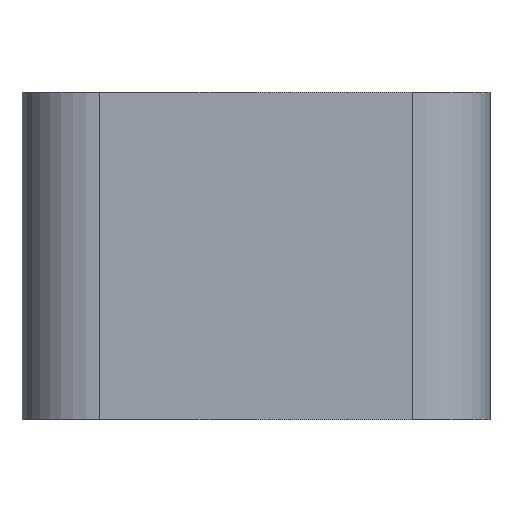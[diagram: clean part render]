
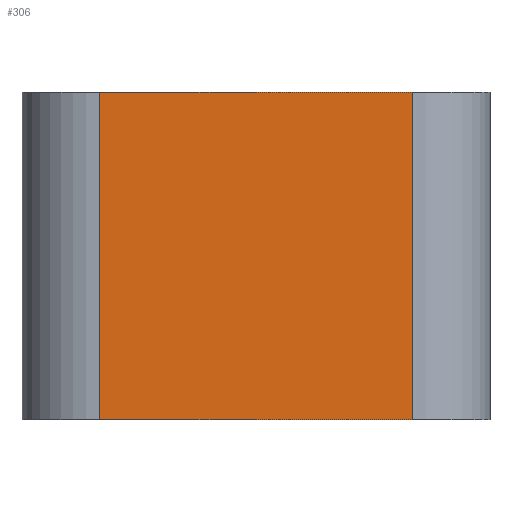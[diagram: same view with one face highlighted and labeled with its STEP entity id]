
A CAD part, front view. The second image highlights one B-rep face of the part: STEP entity #306.
In plain terms, the highlighted planar face has unit normal (0, -1, 0).
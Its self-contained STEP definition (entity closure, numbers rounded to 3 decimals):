
#17 = VERTEX_POINT ( 'NONE', #168 ) ;
#19 = EDGE_CURVE ( 'NONE', #205, #17, #240, .T. ) ;
#35 = ORIENTED_EDGE ( 'NONE', *, *, #146, .F. ) ;
#39 = LINE ( 'NONE', #663, #468 ) ;
#46 = CARTESIAN_POINT ( 'NONE',  ( -30., -16., 42. ) ) ;
#56 = LINE ( 'NONE', #108, #755 ) ;
#108 = CARTESIAN_POINT ( 'NONE',  ( -30., -16., 42. ) ) ;
#117 = VECTOR ( 'NONE', #715, 1000. ) ;
#122 = EDGE_LOOP ( 'NONE', ( #35, #249, #513, #835 ) ) ;
#123 = DIRECTION ( 'NONE',  ( 0., 1., 0. ) ) ;
#146 = EDGE_CURVE ( 'NONE', #205, #384, #56, .T. ) ;
#158 = CARTESIAN_POINT ( 'NONE',  ( -30., -16., 0. ) ) ;
#168 = CARTESIAN_POINT ( 'NONE',  ( -20., -16., 0. ) ) ;
#184 = PLANE ( 'NONE',  #459 ) ;
#205 = VERTEX_POINT ( 'NONE', #547 ) ;
#240 = LINE ( 'NONE', #324, #583 ) ;
#249 = ORIENTED_EDGE ( 'NONE', *, *, #19, .T. ) ;
#278 = EDGE_CURVE ( 'NONE', #17, #859, #654, .T. ) ;
#306 = ADVANCED_FACE ( 'NONE', ( #561 ), #184, .F. ) ;
#324 = CARTESIAN_POINT ( 'NONE',  ( -20., -16., 42. ) ) ;
#332 = DIRECTION ( 'NONE',  ( 1., 0., 0. ) ) ;
#348 = CARTESIAN_POINT ( 'NONE',  ( 20., -16., 0. ) ) ;
#384 = VERTEX_POINT ( 'NONE', #587 ) ;
#412 = DIRECTION ( 'NONE',  ( 0., 0., 1. ) ) ;
#459 = AXIS2_PLACEMENT_3D ( 'NONE', #46, #123, #412 ) ;
#468 = VECTOR ( 'NONE', #739, 1000. ) ;
#513 = ORIENTED_EDGE ( 'NONE', *, *, #278, .T. ) ;
#539 = EDGE_CURVE ( 'NONE', #859, #384, #39, .T. ) ;
#547 = CARTESIAN_POINT ( 'NONE',  ( -20., -16., 42. ) ) ;
#561 = FACE_OUTER_BOUND ( 'NONE', #122, .T. ) ;
#583 = VECTOR ( 'NONE', #596, 1000. ) ;
#587 = CARTESIAN_POINT ( 'NONE',  ( 20., -16., 42. ) ) ;
#596 = DIRECTION ( 'NONE',  ( 0., 0., -1. ) ) ;
#654 = LINE ( 'NONE', #158, #117 ) ;
#663 = CARTESIAN_POINT ( 'NONE',  ( 20., -16., 42. ) ) ;
#715 = DIRECTION ( 'NONE',  ( 1., 0., 0. ) ) ;
#739 = DIRECTION ( 'NONE',  ( 0., 0., 1. ) ) ;
#755 = VECTOR ( 'NONE', #332, 1000. ) ;
#835 = ORIENTED_EDGE ( 'NONE', *, *, #539, .T. ) ;
#859 = VERTEX_POINT ( 'NONE', #348 ) ;
